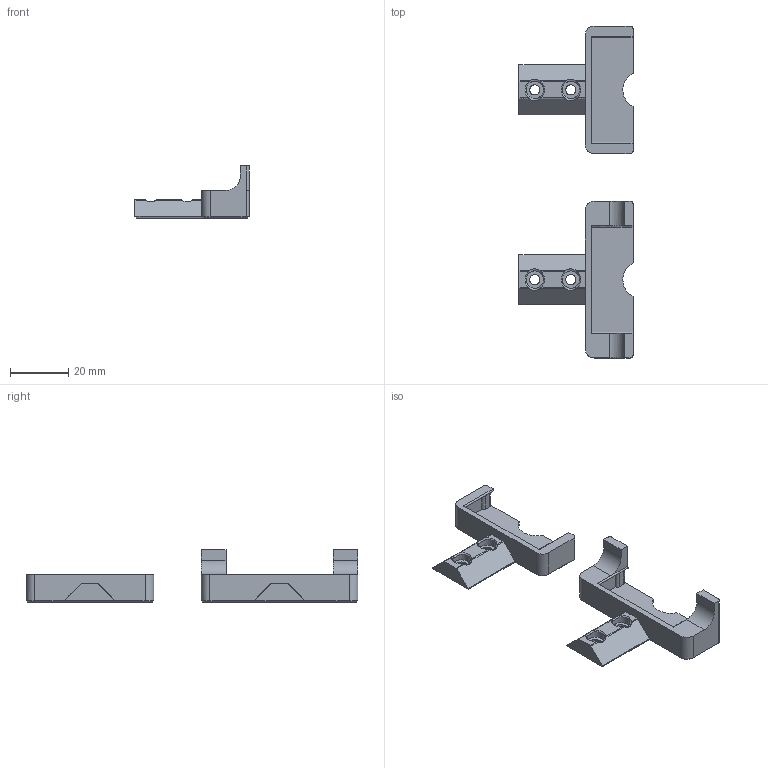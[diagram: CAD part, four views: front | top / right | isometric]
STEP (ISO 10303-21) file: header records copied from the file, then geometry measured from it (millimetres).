
FILE_DESCRIPTION(/* description */ (''),/* implementation_level */ '2;1');
FILE_NAME(/* name */ 'brush_holder_nosheetstop_sheetstop',/* time_stamp */ '2020-07-29T11:52:23+10:00',/* author */ (''),/* organization */ (''),/* preprocessor_version */ 'ST-DEVELOPER v16.5',/* originating_system */ '',/* authorisation */ '');
FILE_SCHEMA (('AUTOMOTIVE_DESIGN'));
Length unit declared in the file: millimetre
Products named in the file (1): Document
Bounding box: 39.3 x 114.37 x 18 mm (x, y, z)
Volume: 10233.4 mm3; surface area: 8479.8 mm2
Topology: 2 solids, 2 shells, 166 faces, 452 edges, 290 vertices
Faces by surface type: bspline 97, plane 69
Entity records: 5990 total; most frequent: CARTESIAN_POINT 3281, ORIENTED_EDGE 904, EDGE_CURVE 452, B_SPLINE_CURVE_WITH_KNOTS 294, VERTEX_POINT 290, EDGE_LOOP 174, ADVANCED_FACE 166, FACE_OUTER_BOUND 166
